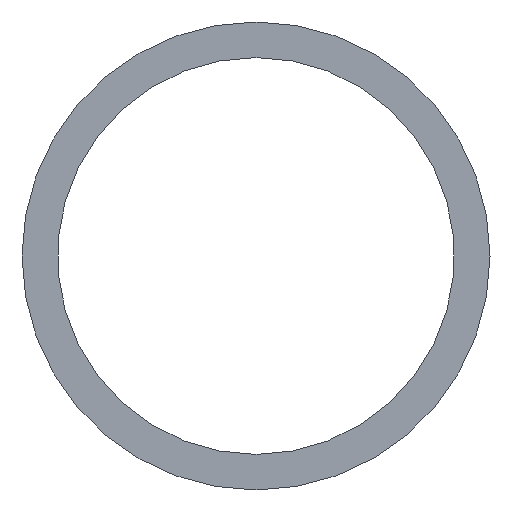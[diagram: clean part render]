
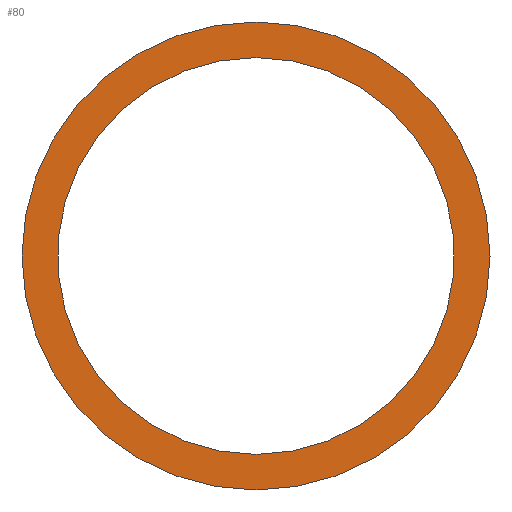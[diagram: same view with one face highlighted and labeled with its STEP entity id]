
A CAD part, left-side view. The second image highlights one B-rep face of the part: STEP entity #80.
In plain terms, the highlighted planar face has unit normal (-1, 0, 0).
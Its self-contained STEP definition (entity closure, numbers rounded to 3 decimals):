
#80 = ADVANCED_FACE( '', ( #93, #94 ), #95, .F. );
#93 = FACE_OUTER_BOUND( '', #107, .T. );
#94 = FACE_BOUND( '', #108, .T. );
#95 = PLANE( '', #109 );
#107 = EDGE_LOOP( '', ( #145, #146 ) );
#108 = EDGE_LOOP( '', ( #147, #148 ) );
#109 = AXIS2_PLACEMENT_3D( '', #149, #150, #151 );
#145 = ORIENTED_EDGE( '', *, *, #153, .F. );
#146 = ORIENTED_EDGE( '', *, *, #163, .F. );
#147 = ORIENTED_EDGE( '', *, *, #161, .T. );
#148 = ORIENTED_EDGE( '', *, *, #157, .T. );
#149 = CARTESIAN_POINT( '', ( 0., 0., 0. ) );
#150 = DIRECTION( '', ( 1., 0., 0. ) );
#151 = DIRECTION( '', ( 0., 0., -1. ) );
#153 = EDGE_CURVE( '', #164, #167, #168, .T. );
#157 = EDGE_CURVE( '', #175, #172, #176, .T. );
#161 = EDGE_CURVE( '', #172, #175, #181, .T. );
#163 = EDGE_CURVE( '', #167, #164, #183, .T. );
#164 = VERTEX_POINT( '', #184 );
#167 = VERTEX_POINT( '', #188 );
#168 = CIRCLE( '', #189, 12.5 );
#172 = VERTEX_POINT( '', #194 );
#175 = VERTEX_POINT( '', #198 );
#176 = CIRCLE( '', #199, 10.6 );
#181 = CIRCLE( '', #205, 10.6 );
#183 = CIRCLE( '', #207, 12.5 );
#184 = CARTESIAN_POINT( '', ( 0., 0., -12.5 ) );
#188 = CARTESIAN_POINT( '', ( 0., 0., 12.5 ) );
#189 = AXIS2_PLACEMENT_3D( '', #209, #210, #211 );
#194 = CARTESIAN_POINT( '', ( 0., 0., -10.6 ) );
#198 = CARTESIAN_POINT( '', ( 0., 0., 10.6 ) );
#199 = AXIS2_PLACEMENT_3D( '', #217, #218, #219 );
#205 = AXIS2_PLACEMENT_3D( '', #227, #228, #229 );
#207 = AXIS2_PLACEMENT_3D( '', #233, #234, #235 );
#209 = CARTESIAN_POINT( '', ( 0., 0., 0. ) );
#210 = DIRECTION( '', ( 1., 0., 0. ) );
#211 = DIRECTION( '', ( 0., 0., -1. ) );
#217 = CARTESIAN_POINT( '', ( 0., 0., 0. ) );
#218 = DIRECTION( '', ( 1., 0., 0. ) );
#219 = DIRECTION( '', ( 0., 0., -1. ) );
#227 = CARTESIAN_POINT( '', ( 0., 0., 0. ) );
#228 = DIRECTION( '', ( 1., 0., 0. ) );
#229 = DIRECTION( '', ( 0., 0., -1. ) );
#233 = CARTESIAN_POINT( '', ( 0., 0., 0. ) );
#234 = DIRECTION( '', ( 1., 0., 0. ) );
#235 = DIRECTION( '', ( 0., 0., -1. ) );
